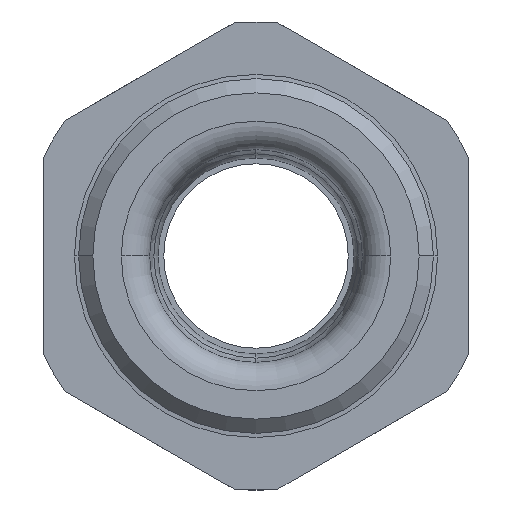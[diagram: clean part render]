
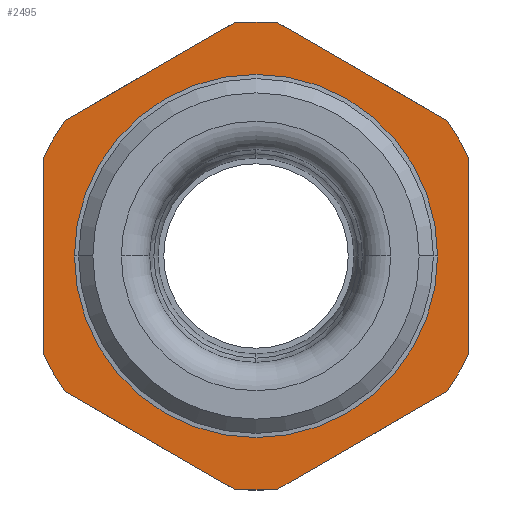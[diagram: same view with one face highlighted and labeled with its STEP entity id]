
A CAD part, front view. The second image highlights one B-rep face of the part: STEP entity #2495.
In plain terms, the highlighted planar face has unit normal (0, -1, 0).
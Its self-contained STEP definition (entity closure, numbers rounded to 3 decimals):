
#6 = VERTEX_POINT ( 'NONE', #3912 ) ;
#124 = DIRECTION ( 'NONE',  ( -1., 0., 0. ) ) ;
#232 = CIRCLE ( 'NONE', #3724, 8.25 ) ;
#260 = CARTESIAN_POINT ( 'NONE',  ( -3.75, -6.65, 6.495 ) ) ;
#379 = VECTOR ( 'NONE', #2613, 1000. ) ;
#414 = AXIS2_PLACEMENT_3D ( 'NONE', #2592, #5419, #4989 ) ;
#416 = VERTEX_POINT ( 'NONE', #7456 ) ;
#429 = CARTESIAN_POINT ( 'NONE',  ( -3.75, -6.65, -6.495 ) ) ;
#620 = VECTOR ( 'NONE', #4400, 1000. ) ;
#641 = CARTESIAN_POINT ( 'NONE',  ( 0.774, -6.65, -8.214 ) ) ;
#656 = CARTESIAN_POINT ( 'NONE',  ( 0., -6.65, 0. ) ) ;
#762 = VECTOR ( 'NONE', #3339, 1000. ) ;
#831 = EDGE_LOOP ( 'NONE', ( #2647, #5019, #5124, #4208, #5877, #917, #5290, #1079, #3187, #7225, #3656, #7424 ) ) ;
#917 = ORIENTED_EDGE ( 'NONE', *, *, #3608, .F. ) ;
#1003 = EDGE_CURVE ( 'NONE', #4854, #6364, #3376, .T. ) ;
#1079 = ORIENTED_EDGE ( 'NONE', *, *, #4291, .F. ) ;
#1225 = FACE_BOUND ( 'NONE', #1445, .T. ) ;
#1228 = DIRECTION ( 'NONE',  ( 0., 1., 0. ) ) ;
#1309 = DIRECTION ( 'NONE',  ( -1., 0., 0. ) ) ;
#1347 = EDGE_CURVE ( 'NONE', #3336, #6, #6461, .T. ) ;
#1363 = DIRECTION ( 'NONE',  ( 0., 1., 0. ) ) ;
#1373 = CIRCLE ( 'NONE', #6732, 6.4 ) ;
#1445 = EDGE_LOOP ( 'NONE', ( #7228, #6057 ) ) ;
#1662 = CARTESIAN_POINT ( 'NONE',  ( 0., -6.65, 0. ) ) ;
#1730 = VERTEX_POINT ( 'NONE', #3974 ) ;
#1867 = DIRECTION ( 'NONE',  ( -1., 0., 0. ) ) ;
#1898 = CIRCLE ( 'NONE', #5526, 8.25 ) ;
#2065 = LINE ( 'NONE', #260, #762 ) ;
#2115 = VERTEX_POINT ( 'NONE', #641 ) ;
#2127 = VERTEX_POINT ( 'NONE', #4167 ) ;
#2192 = DIRECTION ( 'NONE',  ( 0., 1., 0. ) ) ;
#2247 = VECTOR ( 'NONE', #5312, 1000. ) ;
#2386 = CARTESIAN_POINT ( 'NONE',  ( -7.5, -6.65, 3.437 ) ) ;
#2449 = CARTESIAN_POINT ( 'NONE',  ( 7.5, -6.65, -3.437 ) ) ;
#2495 = ADVANCED_FACE ( 'NONE', ( #1225, #3628 ), #7306, .T. ) ;
#2566 = EDGE_CURVE ( 'NONE', #4416, #5026, #6643, .T. ) ;
#2592 = CARTESIAN_POINT ( 'NONE',  ( -8.25, -6.65, 0. ) ) ;
#2613 = DIRECTION ( 'NONE',  ( 0., 0., 1. ) ) ;
#2624 = CARTESIAN_POINT ( 'NONE',  ( 3.75, -6.65, -6.495 ) ) ;
#2647 = ORIENTED_EDGE ( 'NONE', *, *, #5355, .F. ) ;
#2757 = CARTESIAN_POINT ( 'NONE',  ( 0., -6.65, 0. ) ) ;
#2887 = DIRECTION ( 'NONE',  ( -1., 0., 0. ) ) ;
#3105 = EDGE_CURVE ( 'NONE', #5026, #6959, #1898, .T. ) ;
#3184 = CARTESIAN_POINT ( 'NONE',  ( 0., -6.65, 0. ) ) ;
#3187 = ORIENTED_EDGE ( 'NONE', *, *, #1347, .F. ) ;
#3243 = CIRCLE ( 'NONE', #6334, 8.25 ) ;
#3283 = CIRCLE ( 'NONE', #5878, 8.25 ) ;
#3336 = VERTEX_POINT ( 'NONE', #2386 ) ;
#3337 = DIRECTION ( 'NONE',  ( -1., 0., 0. ) ) ;
#3339 = DIRECTION ( 'NONE',  ( 0.866, 0., 0.5 ) ) ;
#3362 = CARTESIAN_POINT ( 'NONE',  ( 0., -6.65, 0. ) ) ;
#3376 = CIRCLE ( 'NONE', #6963, 8.25 ) ;
#3608 = EDGE_CURVE ( 'NONE', #6364, #416, #6311, .T. ) ;
#3628 = FACE_OUTER_BOUND ( 'NONE', #831, .T. ) ;
#3656 = ORIENTED_EDGE ( 'NONE', *, *, #4544, .F. ) ;
#3667 = CARTESIAN_POINT ( 'NONE',  ( 7.5, -6.65, 0. ) ) ;
#3724 = AXIS2_PLACEMENT_3D ( 'NONE', #656, #1228, #1309 ) ;
#3742 = AXIS2_PLACEMENT_3D ( 'NONE', #3362, #7086, #4689 ) ;
#3745 = EDGE_CURVE ( 'NONE', #1730, #6261, #1373, .T. ) ;
#3847 = CARTESIAN_POINT ( 'NONE',  ( 0., -6.65, 0. ) ) ;
#3912 = CARTESIAN_POINT ( 'NONE',  ( -6.726, -6.65, 4.777 ) ) ;
#3936 = DIRECTION ( 'NONE',  ( 1., 0., 0. ) ) ;
#3951 = LINE ( 'NONE', #5733, #379 ) ;
#3974 = CARTESIAN_POINT ( 'NONE',  ( 6.4, -6.65, 0. ) ) ;
#4041 = CARTESIAN_POINT ( 'NONE',  ( -0.774, -6.65, 8.214 ) ) ;
#4088 = EDGE_CURVE ( 'NONE', #2127, #4420, #5761, .T. ) ;
#4167 = CARTESIAN_POINT ( 'NONE',  ( -0.774, -6.65, -8.214 ) ) ;
#4207 = CARTESIAN_POINT ( 'NONE',  ( -7.5, -6.65, -3.437 ) ) ;
#4208 = ORIENTED_EDGE ( 'NONE', *, *, #2566, .F. ) ;
#4291 = EDGE_CURVE ( 'NONE', #6, #4854, #2065, .T. ) ;
#4400 = DIRECTION ( 'NONE',  ( -0.866, 0., -0.5 ) ) ;
#4416 = VERTEX_POINT ( 'NONE', #5784 ) ;
#4420 = VERTEX_POINT ( 'NONE', #5248 ) ;
#4479 = CIRCLE ( 'NONE', #5338, 6.4 ) ;
#4544 = EDGE_CURVE ( 'NONE', #4420, #5713, #3283, .T. ) ;
#4689 = DIRECTION ( 'NONE',  ( -1., 0., 0. ) ) ;
#4854 = VERTEX_POINT ( 'NONE', #4041 ) ;
#4989 = DIRECTION ( 'NONE',  ( 1., 0., 0. ) ) ;
#5019 = ORIENTED_EDGE ( 'NONE', *, *, #6921, .F. ) ;
#5026 = VERTEX_POINT ( 'NONE', #2449 ) ;
#5124 = ORIENTED_EDGE ( 'NONE', *, *, #3105, .F. ) ;
#5248 = CARTESIAN_POINT ( 'NONE',  ( -6.726, -6.65, -4.777 ) ) ;
#5290 = ORIENTED_EDGE ( 'NONE', *, *, #1003, .F. ) ;
#5312 = DIRECTION ( 'NONE',  ( 0.866, 0., -0.5 ) ) ;
#5338 = AXIS2_PLACEMENT_3D ( 'NONE', #2757, #2192, #3936 ) ;
#5355 = EDGE_CURVE ( 'NONE', #2115, #2127, #232, .T. ) ;
#5419 = DIRECTION ( 'NONE',  ( 0., -1., 0. ) ) ;
#5425 = DIRECTION ( 'NONE',  ( 1., 0., 0. ) ) ;
#5526 = AXIS2_PLACEMENT_3D ( 'NONE', #3847, #6207, #3337 ) ;
#5583 = EDGE_CURVE ( 'NONE', #6261, #1730, #4479, .T. ) ;
#5625 = CARTESIAN_POINT ( 'NONE',  ( 6.726, -6.65, -4.777 ) ) ;
#5713 = VERTEX_POINT ( 'NONE', #4207 ) ;
#5733 = CARTESIAN_POINT ( 'NONE',  ( -7.5, -6.65, 0. ) ) ;
#5760 = VECTOR ( 'NONE', #6723, 1000. ) ;
#5761 = LINE ( 'NONE', #429, #7488 ) ;
#5784 = CARTESIAN_POINT ( 'NONE',  ( 7.5, -6.65, 3.437 ) ) ;
#5845 = CARTESIAN_POINT ( 'NONE',  ( 3.75, -6.65, 6.495 ) ) ;
#5877 = ORIENTED_EDGE ( 'NONE', *, *, #6398, .F. ) ;
#5878 = AXIS2_PLACEMENT_3D ( 'NONE', #3184, #1363, #1867 ) ;
#5886 = DIRECTION ( 'NONE',  ( 0., 1., 0. ) ) ;
#6039 = CARTESIAN_POINT ( 'NONE',  ( 0., -6.65, 0. ) ) ;
#6044 = DIRECTION ( 'NONE',  ( 0., 1., 0. ) ) ;
#6057 = ORIENTED_EDGE ( 'NONE', *, *, #5583, .T. ) ;
#6207 = DIRECTION ( 'NONE',  ( 0., 1., 0. ) ) ;
#6261 = VERTEX_POINT ( 'NONE', #7590 ) ;
#6311 = LINE ( 'NONE', #5845, #2247 ) ;
#6334 = AXIS2_PLACEMENT_3D ( 'NONE', #1662, #5886, #2887 ) ;
#6364 = VERTEX_POINT ( 'NONE', #6471 ) ;
#6398 = EDGE_CURVE ( 'NONE', #416, #4416, #3243, .T. ) ;
#6461 = CIRCLE ( 'NONE', #3742, 8.25 ) ;
#6471 = CARTESIAN_POINT ( 'NONE',  ( 0.774, -6.65, 8.214 ) ) ;
#6643 = LINE ( 'NONE', #3667, #5760 ) ;
#6723 = DIRECTION ( 'NONE',  ( 0., 0., -1. ) ) ;
#6732 = AXIS2_PLACEMENT_3D ( 'NONE', #6039, #7199, #5425 ) ;
#6921 = EDGE_CURVE ( 'NONE', #6959, #2115, #7336, .T. ) ;
#6959 = VERTEX_POINT ( 'NONE', #5625 ) ;
#6963 = AXIS2_PLACEMENT_3D ( 'NONE', #7281, #6044, #124 ) ;
#7086 = DIRECTION ( 'NONE',  ( 0., 1., 0. ) ) ;
#7199 = DIRECTION ( 'NONE',  ( 0., 1., 0. ) ) ;
#7225 = ORIENTED_EDGE ( 'NONE', *, *, #7294, .F. ) ;
#7228 = ORIENTED_EDGE ( 'NONE', *, *, #3745, .T. ) ;
#7281 = CARTESIAN_POINT ( 'NONE',  ( 0., -6.65, 0. ) ) ;
#7294 = EDGE_CURVE ( 'NONE', #5713, #3336, #3951, .T. ) ;
#7306 = PLANE ( 'NONE',  #414 ) ;
#7336 = LINE ( 'NONE', #2624, #620 ) ;
#7424 = ORIENTED_EDGE ( 'NONE', *, *, #4088, .F. ) ;
#7456 = CARTESIAN_POINT ( 'NONE',  ( 6.726, -6.65, 4.777 ) ) ;
#7470 = DIRECTION ( 'NONE',  ( -0.866, 0., 0.5 ) ) ;
#7488 = VECTOR ( 'NONE', #7470, 1000. ) ;
#7590 = CARTESIAN_POINT ( 'NONE',  ( -6.4, -6.65, 0. ) ) ;
